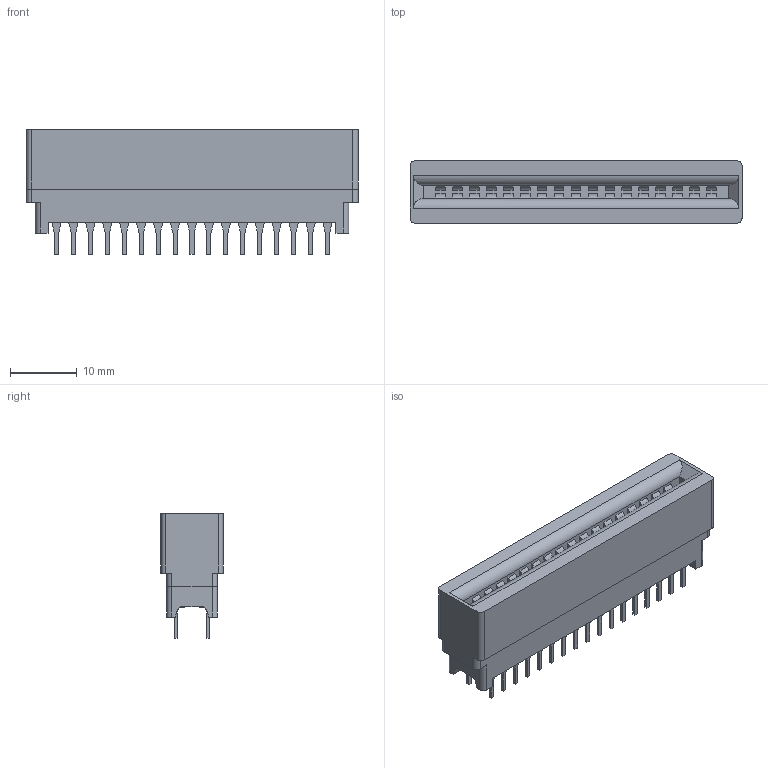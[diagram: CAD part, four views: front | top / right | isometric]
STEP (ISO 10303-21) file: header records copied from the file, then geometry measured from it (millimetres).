
FILE_DESCRIPTION((''),'2;1');
FILE_NAME('C-5-5530843-3','2019-02-26T08:29:15',('workeradm'),('TE Connectivity Ltd.'),'CREO PARAMETRIC BY PTC INC, 2018190','CREO PARAMETRIC BY PTC INC, 2018190','');
FILE_SCHEMA(('AUTOMOTIVE_DESIGN { 1 0 10303 214 1 1 1 1 }'));
Length unit declared in the file: millimetre
Products named in the file (1): C-5-5530843-3
Bounding box: 49.78 x 9.35 x 18.67 mm (x, y, z)
Volume: 5403.9 mm3; surface area: 3702.3 mm2
Topology: 1 solids, 1 shells, 428 faces, 1061 edges, 706 vertices
Faces by surface type: plane 376, cylinder 52
Entity records: 12594 total; most frequent: CARTESIAN_POINT 2241, ORIENTED_EDGE 2122, DIRECTION 2013, EDGE_CURVE 1061, VECTOR 957, LINE 957, VERTEX_POINT 706, AXIS2_PLACEMENT_3D 528
